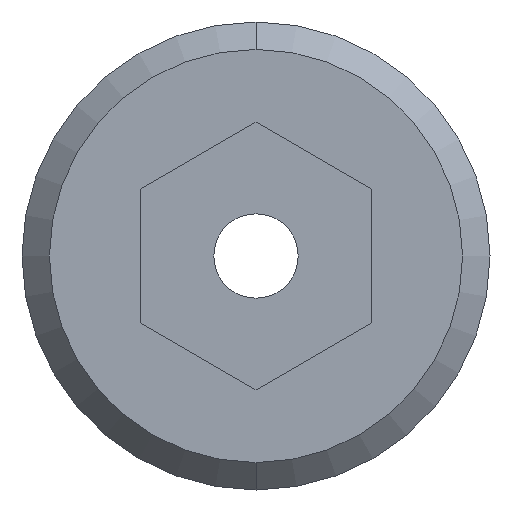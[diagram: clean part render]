
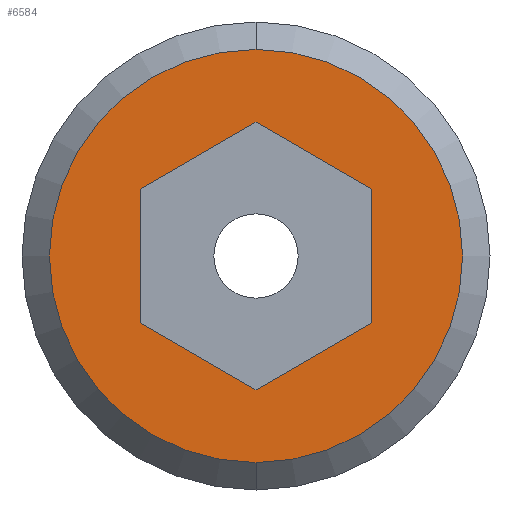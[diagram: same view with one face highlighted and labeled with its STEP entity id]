
A CAD part, left-side view. The second image highlights one B-rep face of the part: STEP entity #6584.
In plain terms, the highlighted planar face has unit normal (-1, 0, 0).
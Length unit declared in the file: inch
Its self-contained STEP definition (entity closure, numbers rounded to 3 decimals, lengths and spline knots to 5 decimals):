
#3037=CARTESIAN_POINT('',(-0.136,0.,0.));
#3038=DIRECTION('',(-1.,0.,0.));
#3039=DIRECTION('',(0.,1.,0.));
#3040=AXIS2_PLACEMENT_3D('',#3037,#3038,#3039);
#3055=DIRECTION('',(0.,0.5,0.866));
#3056=VECTOR('',#3055,0.06351);
#3057=CARTESIAN_POINT('',(-0.136,0.03175,-0.055));
#3058=LINE('',#3057,#3056);
#3059=DIRECTION('',(0.,1.,0.));
#3060=VECTOR('',#3059,0.06351);
#3061=CARTESIAN_POINT('',(-0.136,-0.03175,-0.055));
#3062=LINE('',#3061,#3060);
#3063=DIRECTION('',(0.,0.5,-0.866));
#3064=VECTOR('',#3063,0.06351);
#3065=CARTESIAN_POINT('',(-0.136,-0.06351,0.));
#3066=LINE('',#3065,#3064);
#3067=DIRECTION('',(0.,-0.5,-0.866));
#3068=VECTOR('',#3067,0.06351);
#3069=CARTESIAN_POINT('',(-0.136,-0.03175,0.055));
#3070=LINE('',#3069,#3068);
#3071=DIRECTION('',(0.,-1.,0.));
#3072=VECTOR('',#3071,0.06351);
#3073=CARTESIAN_POINT('',(-0.136,0.03175,0.055));
#3074=LINE('',#3073,#3072);
#3075=DIRECTION('',(0.,-0.5,0.866));
#3076=VECTOR('',#3075,0.06351);
#3077=CARTESIAN_POINT('',(-0.136,0.06351,0.));
#3078=LINE('',#3077,#3076);
#3079=CARTESIAN_POINT('',(-0.136,0.,0.));
#3080=DIRECTION('',(1.,0.,0.));
#3081=DIRECTION('',(0.,1.,0.));
#3082=AXIS2_PLACEMENT_3D('',#3079,#3080,#3081);
#3287=CARTESIAN_POINT('',(-0.136,0.098,0.));
#3288=CARTESIAN_POINT('',(-0.136,-0.098,0.));
#3289=VERTEX_POINT('',#3287);
#3290=VERTEX_POINT('',#3288);
#3307=CARTESIAN_POINT('',(-0.136,0.03175,-0.055));
#3308=CARTESIAN_POINT('',(-0.136,0.06351,0.));
#3309=VERTEX_POINT('',#3307);
#3310=VERTEX_POINT('',#3308);
#3311=CARTESIAN_POINT('',(-0.136,-0.03175,-0.055));
#3312=VERTEX_POINT('',#3311);
#3313=CARTESIAN_POINT('',(-0.136,-0.06351,0.));
#3314=VERTEX_POINT('',#3313);
#3315=CARTESIAN_POINT('',(-0.136,-0.03175,0.055));
#3316=VERTEX_POINT('',#3315);
#3317=CARTESIAN_POINT('',(-0.136,0.03175,0.055));
#3318=VERTEX_POINT('',#3317);
#6560=CARTESIAN_POINT('',(-0.136,0.,0.));
#6561=DIRECTION('',(1.,0.,0.));
#6562=DIRECTION('',(0.,-1.,0.));
#6563=AXIS2_PLACEMENT_3D('',#6560,#6561,#6562);
#6564=PLANE('',#6563);
#6565=ORIENTED_EDGE('',*,*,#6550,.F.);
#6567=ORIENTED_EDGE('',*,*,#6566,.T.);
#6568=EDGE_LOOP('',(#6565,#6567));
#6569=FACE_OUTER_BOUND('',#6568,.F.);
#6571=ORIENTED_EDGE('',*,*,#6570,.F.);
#6573=ORIENTED_EDGE('',*,*,#6572,.F.);
#6575=ORIENTED_EDGE('',*,*,#6574,.F.);
#6577=ORIENTED_EDGE('',*,*,#6576,.F.);
#6579=ORIENTED_EDGE('',*,*,#6578,.F.);
#6581=ORIENTED_EDGE('',*,*,#6580,.F.);
#6582=EDGE_LOOP('',(#6571,#6573,#6575,#6577,#6579,#6581));
#6583=FACE_BOUND('',#6582,.F.);
#3041=CIRCLE('',#3040,0.098);
#3083=CIRCLE('',#3082,0.098);
#6550=EDGE_CURVE('',#3289,#3290,#3041,.T.);
#6566=EDGE_CURVE('',#3289,#3290,#3083,.T.);
#6570=EDGE_CURVE('',#3309,#3310,#3058,.T.);
#6572=EDGE_CURVE('',#3312,#3309,#3062,.T.);
#6574=EDGE_CURVE('',#3314,#3312,#3066,.T.);
#6576=EDGE_CURVE('',#3316,#3314,#3070,.T.);
#6578=EDGE_CURVE('',#3318,#3316,#3074,.T.);
#6580=EDGE_CURVE('',#3310,#3318,#3078,.T.);
#6584=ADVANCED_FACE('',(#6569,#6583),#6564,.F.);
